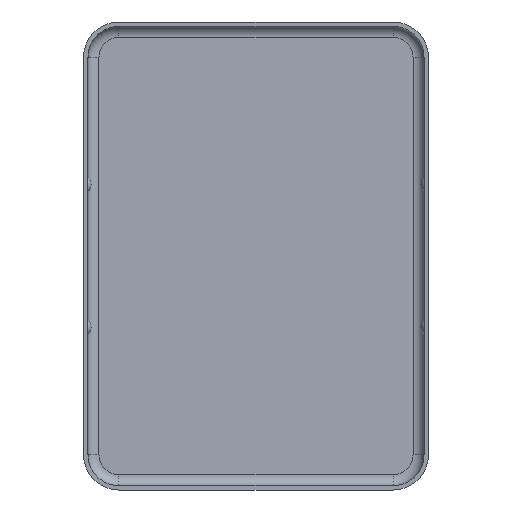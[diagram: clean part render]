
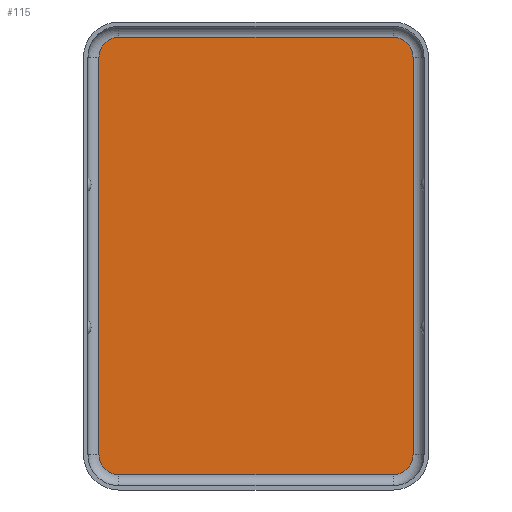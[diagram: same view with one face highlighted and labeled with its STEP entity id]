
A CAD part, front view. The second image highlights one B-rep face of the part: STEP entity #115.
In plain terms, the highlighted planar face has unit normal (0, -1, 0).
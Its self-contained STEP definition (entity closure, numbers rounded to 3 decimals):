
#115 = ADVANCED_FACE( 'NONE', ( #251 ), #252, .T. );
#251 = FACE_OUTER_BOUND( '', #396, .T. );
#252 = PLANE( '', #397 );
#396 = EDGE_LOOP( '', ( #661, #662, #663, #664, #665, #666, #667, #668 ) );
#397 = AXIS2_PLACEMENT_3D( '', #669, #670, #671 );
#661 = ORIENTED_EDGE( '', *, *, #881, .F. );
#662 = ORIENTED_EDGE( '', *, *, #877, .F. );
#663 = ORIENTED_EDGE( '', *, *, #905, .F. );
#664 = ORIENTED_EDGE( '', *, *, #906, .T. );
#665 = ORIENTED_EDGE( '', *, *, #860, .T. );
#666 = ORIENTED_EDGE( '', *, *, #907, .F. );
#667 = ORIENTED_EDGE( '', *, *, #827, .T. );
#668 = ORIENTED_EDGE( '', *, *, #903, .T. );
#669 = CARTESIAN_POINT( '', ( 6.25, 0., -9.05 ) );
#670 = DIRECTION( '', ( 0., -1., 0. ) );
#671 = DIRECTION( '', ( 0., 0., -1. ) );
#827 = EDGE_CURVE( 'NONE', #979, #977, #980, .T. );
#860 = EDGE_CURVE( 'NONE', #1029, #1027, #1030, .T. );
#877 = EDGE_CURVE( 'NONE', #1054, #1056, #1057, .T. );
#881 = EDGE_CURVE( 'NONE', #1056, #1062, #1063, .T. );
#903 = EDGE_CURVE( 'NONE', #977, #1062, #1089, .T. );
#905 = EDGE_CURVE( 'NONE', #1091, #1054, #1092, .T. );
#906 = EDGE_CURVE( 'NONE', #1091, #1029, #1093, .T. );
#907 = EDGE_CURVE( 'NONE', #979, #1027, #1094, .T. );
#977 = VERTEX_POINT( 'NONE', #1175 );
#979 = VERTEX_POINT( 'NONE', #1177 );
#980 = LINE( '', #1178, #1179 );
#1027 = VERTEX_POINT( 'NONE', #1236 );
#1029 = VERTEX_POINT( 'NONE', #1238 );
#1030 = LINE( '', #1239, #1240 );
#1054 = VERTEX_POINT( 'NONE', #1270 );
#1056 = VERTEX_POINT( 'NONE', #1272 );
#1057 = CIRCLE( '', #1273, 0.9 );
#1062 = VERTEX_POINT( 'NONE', #1279 );
#1063 = LINE( '', #1280, #1281 );
#1089 = CIRCLE( '', #1311, 0.9 );
#1091 = VERTEX_POINT( 'NONE', #1313 );
#1092 = LINE( '', #1314, #1315 );
#1093 = CIRCLE( '', #1316, 0.9 );
#1094 = CIRCLE( '', #1317, 0.9 );
#1175 = CARTESIAN_POINT( '', ( -7.15, 0., -9.05 ) );
#1177 = CARTESIAN_POINT( '', ( -7.15, 0., 9.05 ) );
#1178 = CARTESIAN_POINT( '', ( -7.15, 0., 0. ) );
#1179 = VECTOR( '', #1387, 1000. );
#1236 = CARTESIAN_POINT( '', ( -6.25, 0., 9.95 ) );
#1238 = CARTESIAN_POINT( '', ( 6.25, 0., 9.95 ) );
#1239 = CARTESIAN_POINT( '', ( 6.25, 0., 9.95 ) );
#1240 = VECTOR( '', #1440, 1000. );
#1270 = CARTESIAN_POINT( '', ( 7.15, 0., -9.05 ) );
#1272 = CARTESIAN_POINT( '', ( 6.25, 0., -9.95 ) );
#1273 = AXIS2_PLACEMENT_3D( '', #1471, #1472, #1473 );
#1279 = CARTESIAN_POINT( '', ( -6.25, 0., -9.95 ) );
#1280 = CARTESIAN_POINT( '', ( 6.25, 0., -9.95 ) );
#1281 = VECTOR( '', #1478, 1000. );
#1311 = AXIS2_PLACEMENT_3D( '', #1510, #1511, #1512 );
#1313 = CARTESIAN_POINT( '', ( 7.15, 0., 9.05 ) );
#1314 = CARTESIAN_POINT( '', ( 7.15, 0., 0. ) );
#1315 = VECTOR( '', #1513, 1000. );
#1316 = AXIS2_PLACEMENT_3D( '', #1514, #1515, #1516 );
#1317 = AXIS2_PLACEMENT_3D( '', #1517, #1518, #1519 );
#1387 = DIRECTION( '', ( 0., 0., -1. ) );
#1440 = DIRECTION( '', ( -1., 0., 0. ) );
#1471 = CARTESIAN_POINT( '', ( 6.25, 0., -9.05 ) );
#1472 = DIRECTION( '', ( 0., 1., 0. ) );
#1473 = DIRECTION( '', ( 1., 0., 0. ) );
#1478 = DIRECTION( '', ( -1., 0., 0. ) );
#1510 = CARTESIAN_POINT( '', ( -6.25, 0., -9.05 ) );
#1511 = DIRECTION( '', ( 0., -1., 0. ) );
#1512 = DIRECTION( '', ( -1., 0., 0. ) );
#1513 = DIRECTION( '', ( 0., 0., -1. ) );
#1514 = CARTESIAN_POINT( '', ( 6.25, 0., 9.05 ) );
#1515 = DIRECTION( '', ( 0., -1., 0. ) );
#1516 = DIRECTION( '', ( 1., 0., 0. ) );
#1517 = CARTESIAN_POINT( '', ( -6.25, 0., 9.05 ) );
#1518 = DIRECTION( '', ( 0., 1., 0. ) );
#1519 = DIRECTION( '', ( -1., 0., 0. ) );
